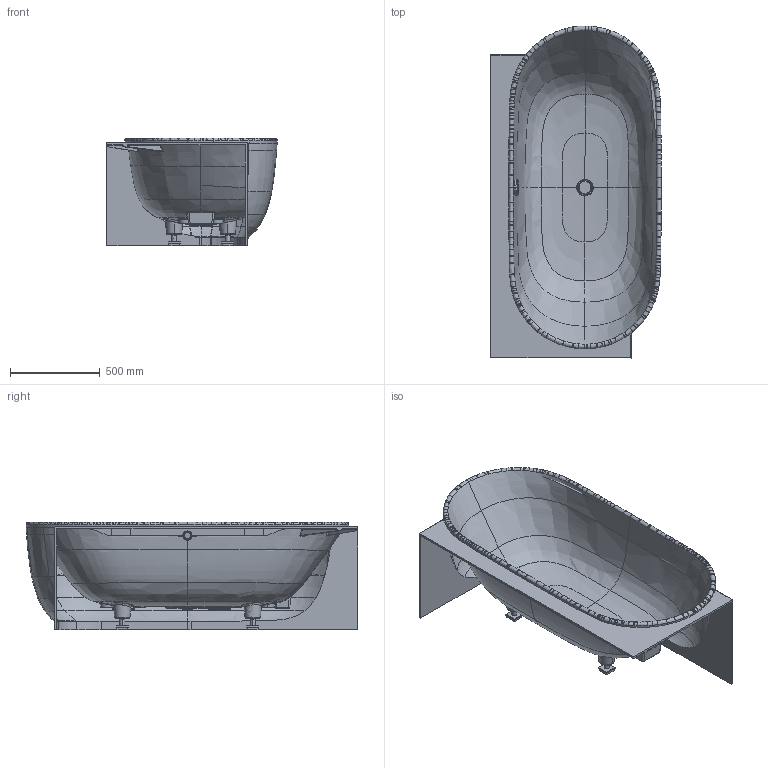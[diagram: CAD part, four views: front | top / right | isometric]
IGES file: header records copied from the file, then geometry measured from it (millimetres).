
Global section: file name: No Iges File Name specified; native system: Autodesk Inventor 2011; preprocessor: AutoDesk Inventor Iges Exporter R2011; author: Administrator; date: 20170620.200510; units: millimetre
Bounding box: 950.61 x 1850.49 x 600.04 mm (x, y, z)
Volume: 54100463.9 mm3; surface area: 8924176.1 mm2
Topology: 16 solids, 16 shells, 1336 faces, 4858 edges, 3563 vertices
Faces by surface type: bspline 968, plane 180, revolution 79, cylinder 77, cone 18, torus 14
